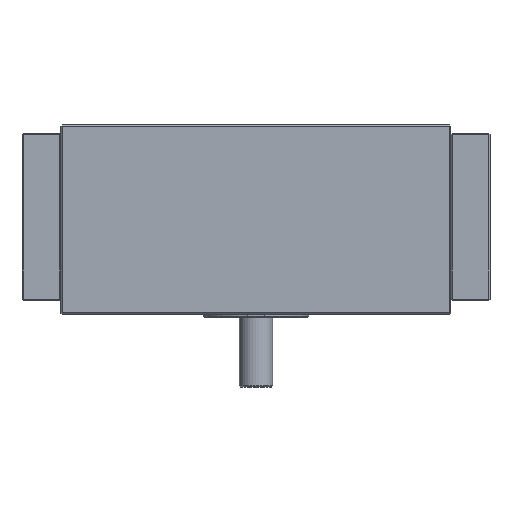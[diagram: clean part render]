
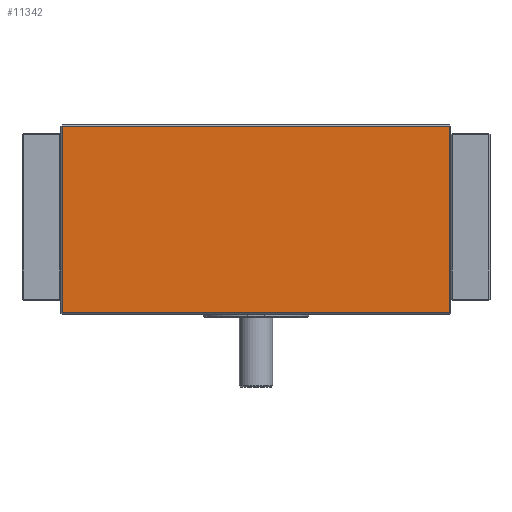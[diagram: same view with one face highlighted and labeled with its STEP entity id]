
A CAD part, top view. The second image highlights one B-rep face of the part: STEP entity #11342.
In plain terms, the highlighted planar face has unit normal (0, 0, 1).
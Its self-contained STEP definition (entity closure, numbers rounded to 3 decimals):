
#274=PLANE('',#12153);
#605=FACE_OUTER_BOUND('',#1298,.T.);
#1298=EDGE_LOOP('',(#8036,#8037,#8038,#8039));
#3236=LINE('',#24759,#3789);
#3238=LINE('',#24762,#3791);
#3242=LINE('',#24768,#3795);
#3244=LINE('',#24771,#3797);
#3789=VECTOR('',#13465,10.);
#3791=VECTOR('',#13469,10.);
#3795=VECTOR('',#13477,10.);
#3797=VECTOR('',#13481,10.);
#4619=VERTEX_POINT('',#24686);
#4625=VERTEX_POINT('',#24700);
#4628=VERTEX_POINT('',#24707);
#4637=VERTEX_POINT('',#24737);
#5984=EDGE_CURVE('',#4628,#4637,#3236,.T.);
#5986=EDGE_CURVE('',#4637,#4625,#3238,.T.);
#5990=EDGE_CURVE('',#4619,#4628,#3242,.T.);
#5992=EDGE_CURVE('',#4625,#4619,#3244,.T.);
#8036=ORIENTED_EDGE('',*,*,#5984,.F.);
#8037=ORIENTED_EDGE('',*,*,#5990,.F.);
#8038=ORIENTED_EDGE('',*,*,#5992,.F.);
#8039=ORIENTED_EDGE('',*,*,#5986,.F.);
#11342=ADVANCED_FACE('',(#605),#274,.T.);
#12153=AXIS2_PLACEMENT_3D('',#24817,#13533,#13534);
#13465=DIRECTION('',(1.,0.,0.));
#13469=DIRECTION('',(0.,-1.,0.));
#13477=DIRECTION('',(0.,1.,0.));
#13481=DIRECTION('',(-1.,0.,0.));
#13533=DIRECTION('center_axis',(0.,0.,1.));
#13534=DIRECTION('ref_axis',(1.,0.,0.));
#24686=CARTESIAN_POINT('',(0.5,0.5,68.));
#24700=CARTESIAN_POINT('',(139.5,0.5,68.));
#24707=CARTESIAN_POINT('',(0.5,67.5,68.));
#24737=CARTESIAN_POINT('',(139.5,67.5,68.));
#24759=CARTESIAN_POINT('',(105.,67.5,68.));
#24762=CARTESIAN_POINT('',(139.5,17.,68.));
#24768=CARTESIAN_POINT('',(0.5,51.,68.));
#24771=CARTESIAN_POINT('',(35.,0.5,68.));
#24817=CARTESIAN_POINT('Origin',(70.,34.,68.));
